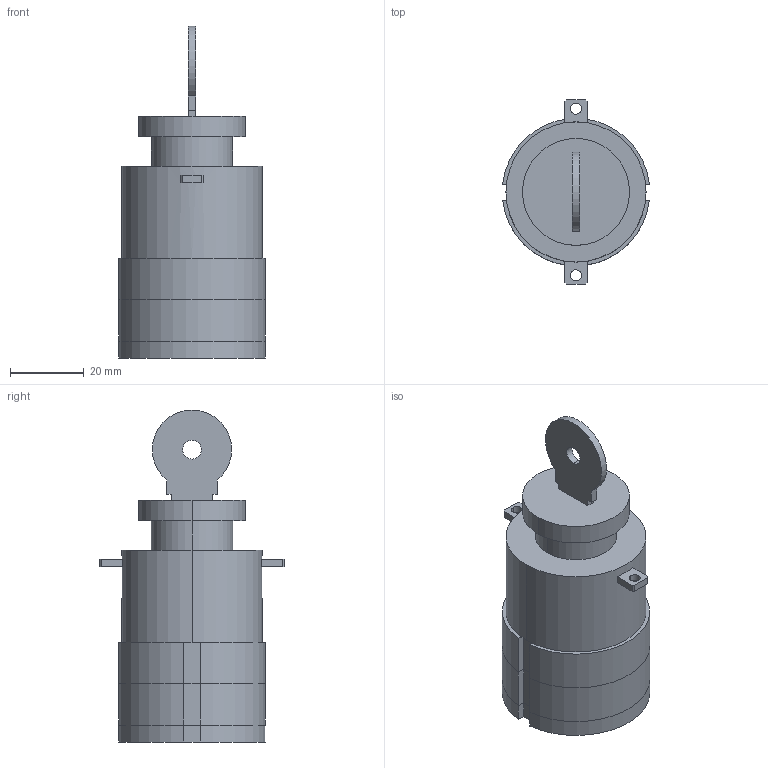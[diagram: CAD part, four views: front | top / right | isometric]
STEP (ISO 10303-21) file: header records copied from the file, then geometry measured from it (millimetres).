
FILE_DESCRIPTION((''),'2;1');
FILE_NAME('3d_7GN1210U12.stp','2012-10-02T14:30:52',(''),(''),'Mechanical Desktop 2011','Mechanical Desktop 2011',', , ');
FILE_SCHEMA(('CONFIG_CONTROL_DESIGN'));
Length unit declared in the file: millimetre
Products named in the file (1): Product
Bounding box: 39.76 x 50 x 90.04 mm (x, y, z)
Volume: 69360.7 mm3; surface area: 20597.7 mm2
Topology: 7 solids, 7 shells, 72 faces, 174 edges, 118 vertices
Faces by surface type: plane 40, cylinder 17, bspline 15
Entity records: 2235 total; most frequent: CARTESIAN_POINT 438, ORIENTED_EDGE 348, DIRECTION 338, EDGE_CURVE 174, VECTOR 126, LINE 126, VERTEX_POINT 118, AXIS2_PLACEMENT_3D 106
